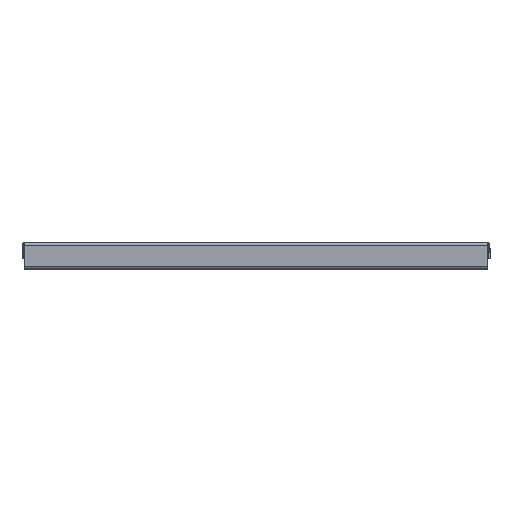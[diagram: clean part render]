
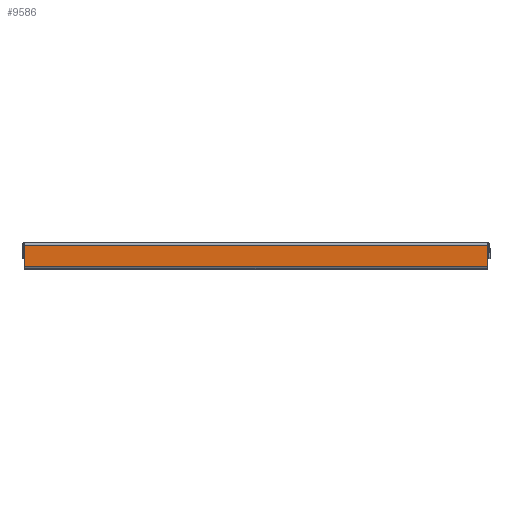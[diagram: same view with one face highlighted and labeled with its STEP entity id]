
A CAD part, top view. The second image highlights one B-rep face of the part: STEP entity #9586.
In plain terms, the highlighted planar face has unit normal (0, 0, 1).
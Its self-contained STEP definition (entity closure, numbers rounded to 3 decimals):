
#124 = CARTESIAN_POINT ( 'NONE',  ( 296., -30., 199. ) ) ;
#199 = ORIENTED_EDGE ( 'NONE', *, *, #5297, .F. ) ;
#1032 = EDGE_CURVE ( 'NONE', #3549, #8422, #7038, .T. ) ;
#1057 = CARTESIAN_POINT ( 'NONE',  ( -296., -3., 199. ) ) ;
#1063 = VECTOR ( 'NONE', #9695, 1000. ) ;
#1227 = DIRECTION ( 'NONE',  ( -1., 0., 0. ) ) ;
#1726 = DIRECTION ( 'NONE',  ( 0., 0., 1. ) ) ;
#1825 = DIRECTION ( 'NONE',  ( 0., -1., 0. ) ) ;
#2174 = LINE ( 'NONE', #4366, #8610 ) ;
#2404 = EDGE_CURVE ( 'NONE', #8422, #9213, #8167, .T. ) ;
#2703 = ORIENTED_EDGE ( 'NONE', *, *, #2404, .F. ) ;
#3000 = CARTESIAN_POINT ( 'NONE',  ( 296., -3., 199. ) ) ;
#3375 = CARTESIAN_POINT ( 'NONE',  ( -296., -30., 199. ) ) ;
#3549 = VERTEX_POINT ( 'NONE', #124 ) ;
#4024 = EDGE_LOOP ( 'NONE', ( #199, #8834, #2703, #5234 ) ) ;
#4366 = CARTESIAN_POINT ( 'NONE',  ( 296., -30., 199. ) ) ;
#4522 = AXIS2_PLACEMENT_3D ( 'NONE', #5532, #1726, #1825 ) ;
#4989 = LINE ( 'NONE', #8718, #5484 ) ;
#5234 = ORIENTED_EDGE ( 'NONE', *, *, #1032, .F. ) ;
#5255 = VECTOR ( 'NONE', #6336, 1000. ) ;
#5297 = EDGE_CURVE ( 'NONE', #5346, #3549, #2174, .T. ) ;
#5346 = VERTEX_POINT ( 'NONE', #3000 ) ;
#5484 = VECTOR ( 'NONE', #1227, 1000. ) ;
#5532 = CARTESIAN_POINT ( 'NONE',  ( 0., 0., 199. ) ) ;
#5600 = EDGE_CURVE ( 'NONE', #5346, #9213, #4989, .T. ) ;
#5825 = DIRECTION ( 'NONE',  ( 0., -1., 0. ) ) ;
#6255 = FACE_OUTER_BOUND ( 'NONE', #4024, .T. ) ;
#6336 = DIRECTION ( 'NONE',  ( -1., 0., 0. ) ) ;
#6683 = CARTESIAN_POINT ( 'NONE',  ( -296., -1.5, 199. ) ) ;
#7038 = LINE ( 'NONE', #3375, #5255 ) ;
#7373 = CARTESIAN_POINT ( 'NONE',  ( -296., -30., 199. ) ) ;
#7835 = PLANE ( 'NONE',  #4522 ) ;
#8167 = LINE ( 'NONE', #6683, #1063 ) ;
#8422 = VERTEX_POINT ( 'NONE', #7373 ) ;
#8610 = VECTOR ( 'NONE', #5825, 1000. ) ;
#8718 = CARTESIAN_POINT ( 'NONE',  ( 0., -3., 199. ) ) ;
#8834 = ORIENTED_EDGE ( 'NONE', *, *, #5600, .T. ) ;
#9213 = VERTEX_POINT ( 'NONE', #1057 ) ;
#9586 = ADVANCED_FACE ( 'NONE', ( #6255 ), #7835, .T. ) ;
#9695 = DIRECTION ( 'NONE',  ( 0., 1., 0. ) ) ;
